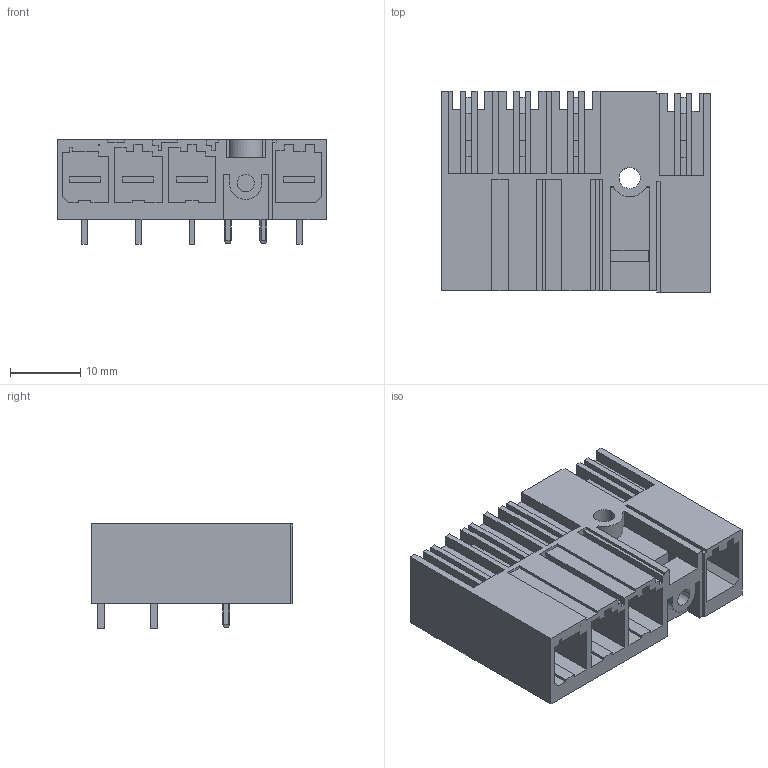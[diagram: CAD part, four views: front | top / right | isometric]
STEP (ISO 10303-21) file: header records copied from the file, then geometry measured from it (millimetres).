
FILE_DESCRIPTION(('CATIA V5 STEP Exchange','CAx-IF Rec.Pracs.--- Model Styling and Organization---1.4--- 2014-01-23'),'2;1');
FILE_NAME ('D1448307_1_1081790000_1081790000.stp','2021-05-19T06:07:47+00:00',('none'),('Weidmueller'),'CATIA Version 5-6 Release 2016 SP3 HF44','CATIA V5 STEP AP214','none');
FILE_SCHEMA(('AUTOMOTIVE_DESIGN { 1 0 10303 214 1 1 1 1 }'));
Length unit declared in the file: millimetre
Products named in the file (1): 1081790000
Bounding box: 38.1 x 28.54 x 14.9 mm (x, y, z)
Volume: 6885.9 mm3; surface area: 9170.6 mm2
Topology: 7 solids, 7 shells, 411 faces, 1176 edges, 785 vertices
Faces by surface type: plane 379, cylinder 32
Entity records: 12579 total; most frequent: ORIENTED_EDGE 2352, CARTESIAN_POINT 2324, DIRECTION 1722, EDGE_CURVE 1176, VECTOR 1096, LINE 1096, VERTEX_POINT 785, EDGE_LOOP 429
